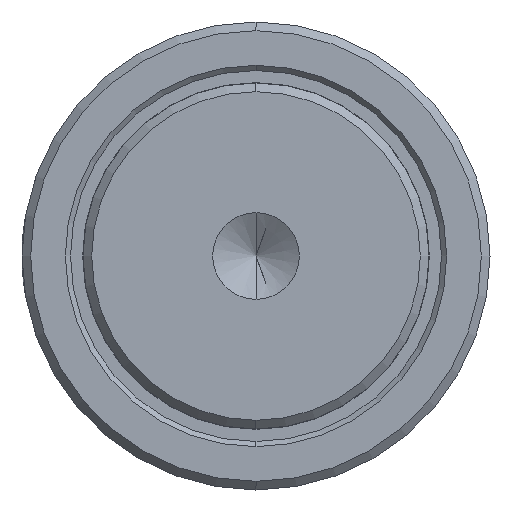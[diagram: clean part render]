
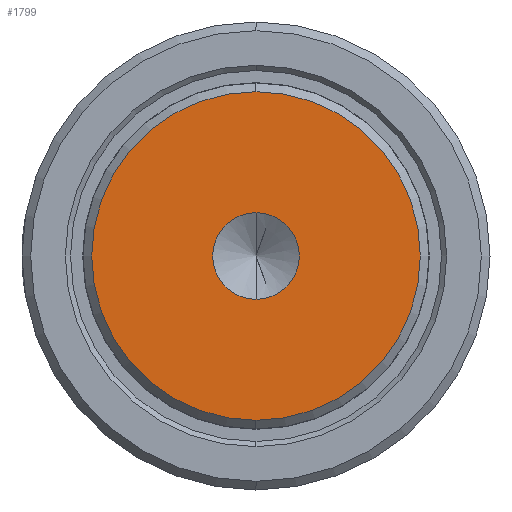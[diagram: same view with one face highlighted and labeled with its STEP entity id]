
A CAD part, left-side view. The second image highlights one B-rep face of the part: STEP entity #1799.
In plain terms, the highlighted planar face has unit normal (-1, 0, 0).
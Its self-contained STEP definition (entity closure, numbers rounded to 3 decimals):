
#11 = CARTESIAN_POINT ( 'NONE',  ( 0., 0., 9.48 ) ) ;
#99 = EDGE_CURVE ( 'NONE', #1391, #1424, #1425, .T. ) ;
#243 = ORIENTED_EDGE ( 'NONE', *, *, #1084, .T. ) ;
#277 = PLANE ( 'NONE',  #715 ) ;
#283 = CIRCLE ( 'NONE', #954, 2.5 ) ;
#313 = CARTESIAN_POINT ( 'NONE',  ( 0., 0., 0. ) ) ;
#385 = ORIENTED_EDGE ( 'NONE', *, *, #434, .F. ) ;
#415 = VERTEX_POINT ( 'NONE', #435 ) ;
#427 = VERTEX_POINT ( 'NONE', #11 ) ;
#433 = DIRECTION ( 'NONE',  ( 0., 0., 1. ) ) ;
#434 = EDGE_CURVE ( 'NONE', #1424, #1391, #283, .T. ) ;
#435 = CARTESIAN_POINT ( 'NONE',  ( 0., 0., -9.48 ) ) ;
#468 = DIRECTION ( 'NONE',  ( 0., 0., 1. ) ) ;
#470 = DIRECTION ( 'NONE',  ( 0., 0., 1. ) ) ;
#490 = CARTESIAN_POINT ( 'NONE',  ( 0., 0., 2.5 ) ) ;
#538 = EDGE_CURVE ( 'NONE', #415, #427, #792, .T. ) ;
#546 = CARTESIAN_POINT ( 'NONE',  ( 0., 0., 0. ) ) ;
#582 = FACE_OUTER_BOUND ( 'NONE', #708, .T. ) ;
#598 = DIRECTION ( 'NONE',  ( -1., 0., 0. ) ) ;
#613 = CARTESIAN_POINT ( 'NONE',  ( 0., 0., 0. ) ) ;
#618 = EDGE_LOOP ( 'NONE', ( #385, #1527 ) ) ;
#694 = DIRECTION ( 'NONE',  ( 0., 0., 1. ) ) ;
#708 = EDGE_LOOP ( 'NONE', ( #965, #243 ) ) ;
#715 = AXIS2_PLACEMENT_3D ( 'NONE', #716, #1283, #433 ) ;
#716 = CARTESIAN_POINT ( 'NONE',  ( 0., 0., 0. ) ) ;
#728 = AXIS2_PLACEMENT_3D ( 'NONE', #313, #1321, #470 ) ;
#792 = CIRCLE ( 'NONE', #728, 9.48 ) ;
#847 = AXIS2_PLACEMENT_3D ( 'NONE', #546, #1542, #694 ) ;
#864 = AXIS2_PLACEMENT_3D ( 'NONE', #613, #598, #468 ) ;
#922 = FACE_BOUND ( 'NONE', #618, .T. ) ;
#954 = AXIS2_PLACEMENT_3D ( 'NONE', #1516, #1402, #1393 ) ;
#965 = ORIENTED_EDGE ( 'NONE', *, *, #538, .T. ) ;
#1084 = EDGE_CURVE ( 'NONE', #427, #415, #1359, .T. ) ;
#1283 = DIRECTION ( 'NONE',  ( -1., 0., 0. ) ) ;
#1321 = DIRECTION ( 'NONE',  ( -1., 0., 0. ) ) ;
#1359 = CIRCLE ( 'NONE', #847, 9.48 ) ;
#1391 = VERTEX_POINT ( 'NONE', #1757 ) ;
#1393 = DIRECTION ( 'NONE',  ( 0., 0., 1. ) ) ;
#1402 = DIRECTION ( 'NONE',  ( -1., 0., 0. ) ) ;
#1424 = VERTEX_POINT ( 'NONE', #490 ) ;
#1425 = CIRCLE ( 'NONE', #864, 2.5 ) ;
#1516 = CARTESIAN_POINT ( 'NONE',  ( 0., 0., 0. ) ) ;
#1527 = ORIENTED_EDGE ( 'NONE', *, *, #99, .F. ) ;
#1542 = DIRECTION ( 'NONE',  ( -1., 0., 0. ) ) ;
#1757 = CARTESIAN_POINT ( 'NONE',  ( 0., 0., -2.5 ) ) ;
#1799 = ADVANCED_FACE ( 'NONE', ( #582, #922 ), #277, .T. ) ;
